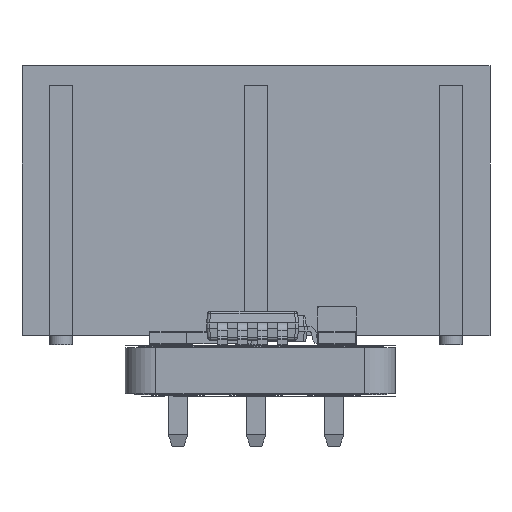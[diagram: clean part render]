
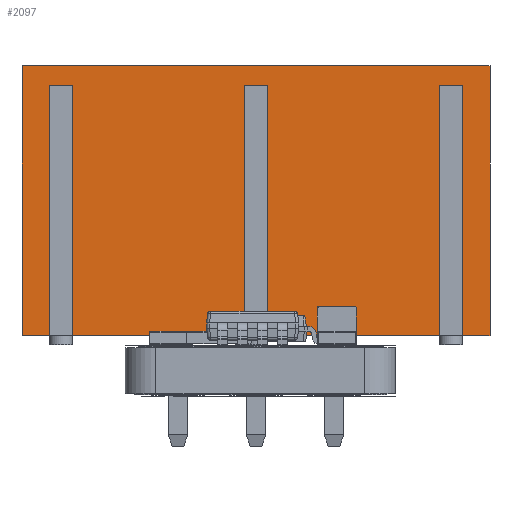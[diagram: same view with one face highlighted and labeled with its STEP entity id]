
A CAD part, left-side view. The second image highlights one B-rep face of the part: STEP entity #2097.
In plain terms, the highlighted face is planar.
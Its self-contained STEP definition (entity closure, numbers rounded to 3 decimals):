
#1858 = VERTEX_POINT('',#1859);
#1859 = CARTESIAN_POINT('',(7.62,9.093,-4.394));
#1865 = EDGE_CURVE('',#1866,#1858,#1868,.T.);
#1866 = VERTEX_POINT('',#1867);
#1867 = CARTESIAN_POINT('',(-7.62,9.093,-4.394));
#1868 = LINE('',#1869,#1870);
#1869 = CARTESIAN_POINT('',(-7.62,9.093,-4.394));
#1870 = VECTOR('',#1871,1.);
#1871 = DIRECTION('',(1.,0.,0.));
#2055 = EDGE_CURVE('',#2056,#1866,#2058,.T.);
#2056 = VERTEX_POINT('',#2057);
#2057 = CARTESIAN_POINT('',(-7.62,0.305,-4.394));
#2058 = LINE('',#2059,#2060);
#2059 = CARTESIAN_POINT('',(-7.62,0.,-4.394));
#2060 = VECTOR('',#2061,1.);
#2061 = DIRECTION('',(0.,1.,0.));
#2097 = ADVANCED_FACE('',(#2098),#2212,.T.);
#2098 = FACE_BOUND('',#2099,.T.);
#2099 = EDGE_LOOP('',(#2100,#2108,#2109,#2110,#2118,#2126,#2134,#2142,
    #2150,#2158,#2166,#2174,#2182,#2190,#2198,#2206));
#2100 = ORIENTED_EDGE('',*,*,#2101,.F.);
#2101 = EDGE_CURVE('',#2056,#2102,#2104,.T.);
#2102 = VERTEX_POINT('',#2103);
#2103 = CARTESIAN_POINT('',(-6.731,0.305,-4.394));
#2104 = LINE('',#2105,#2106);
#2105 = CARTESIAN_POINT('',(-7.62,0.305,-4.394));
#2106 = VECTOR('',#2107,1.);
#2107 = DIRECTION('',(1.,0.,0.));
#2108 = ORIENTED_EDGE('',*,*,#2055,.T.);
#2109 = ORIENTED_EDGE('',*,*,#1865,.T.);
#2110 = ORIENTED_EDGE('',*,*,#2111,.F.);
#2111 = EDGE_CURVE('',#2112,#1858,#2114,.T.);
#2112 = VERTEX_POINT('',#2113);
#2113 = CARTESIAN_POINT('',(7.62,0.305,-4.394));
#2114 = LINE('',#2115,#2116);
#2115 = CARTESIAN_POINT('',(7.62,0.,-4.394));
#2116 = VECTOR('',#2117,1.);
#2117 = DIRECTION('',(0.,1.,0.));
#2118 = ORIENTED_EDGE('',*,*,#2119,.F.);
#2119 = EDGE_CURVE('',#2120,#2112,#2122,.T.);
#2120 = VERTEX_POINT('',#2121);
#2121 = CARTESIAN_POINT('',(6.731,0.305,-4.394));
#2122 = LINE('',#2123,#2124);
#2123 = CARTESIAN_POINT('',(-7.62,0.305,-4.394));
#2124 = VECTOR('',#2125,1.);
#2125 = DIRECTION('',(1.,0.,0.));
#2126 = ORIENTED_EDGE('',*,*,#2127,.T.);
#2127 = EDGE_CURVE('',#2120,#2128,#2130,.T.);
#2128 = VERTEX_POINT('',#2129);
#2129 = CARTESIAN_POINT('',(6.731,8.458,-4.394));
#2130 = LINE('',#2131,#2132);
#2131 = CARTESIAN_POINT('',(6.731,4.229,-4.394));
#2132 = VECTOR('',#2133,1.);
#2133 = DIRECTION('',(0.,1.,0.));
#2134 = ORIENTED_EDGE('',*,*,#2135,.F.);
#2135 = EDGE_CURVE('',#2136,#2128,#2138,.T.);
#2136 = VERTEX_POINT('',#2137);
#2137 = CARTESIAN_POINT('',(5.969,8.458,-4.394));
#2138 = LINE('',#2139,#2140);
#2139 = CARTESIAN_POINT('',(-0.635,8.458,-4.394));
#2140 = VECTOR('',#2141,1.);
#2141 = DIRECTION('',(1.,0.,0.));
#2142 = ORIENTED_EDGE('',*,*,#2143,.T.);
#2143 = EDGE_CURVE('',#2136,#2144,#2146,.T.);
#2144 = VERTEX_POINT('',#2145);
#2145 = CARTESIAN_POINT('',(5.969,0.305,-4.394));
#2146 = LINE('',#2147,#2148);
#2147 = CARTESIAN_POINT('',(5.969,4.229,-4.394));
#2148 = VECTOR('',#2149,1.);
#2149 = DIRECTION('',(0.,-1.,0.));
#2150 = ORIENTED_EDGE('',*,*,#2151,.F.);
#2151 = EDGE_CURVE('',#2152,#2144,#2154,.T.);
#2152 = VERTEX_POINT('',#2153);
#2153 = CARTESIAN_POINT('',(0.381,0.305,-4.394));
#2154 = LINE('',#2155,#2156);
#2155 = CARTESIAN_POINT('',(-7.62,0.305,-4.394));
#2156 = VECTOR('',#2157,1.);
#2157 = DIRECTION('',(1.,0.,0.));
#2158 = ORIENTED_EDGE('',*,*,#2159,.T.);
#2159 = EDGE_CURVE('',#2152,#2160,#2162,.T.);
#2160 = VERTEX_POINT('',#2161);
#2161 = CARTESIAN_POINT('',(0.381,8.458,-4.394));
#2162 = LINE('',#2163,#2164);
#2163 = CARTESIAN_POINT('',(0.381,0.305,-4.394));
#2164 = VECTOR('',#2165,1.);
#2165 = DIRECTION('',(-0.,1.,0.));
#2166 = ORIENTED_EDGE('',*,*,#2167,.T.);
#2167 = EDGE_CURVE('',#2160,#2168,#2170,.T.);
#2168 = VERTEX_POINT('',#2169);
#2169 = CARTESIAN_POINT('',(-0.381,8.458,-4.394));
#2170 = LINE('',#2171,#2172);
#2171 = CARTESIAN_POINT('',(3.366,8.458,-4.394));
#2172 = VECTOR('',#2173,1.);
#2173 = DIRECTION('',(-1.,0.,0.));
#2174 = ORIENTED_EDGE('',*,*,#2175,.F.);
#2175 = EDGE_CURVE('',#2176,#2168,#2178,.T.);
#2176 = VERTEX_POINT('',#2177);
#2177 = CARTESIAN_POINT('',(-0.381,0.305,-4.394));
#2178 = LINE('',#2179,#2180);
#2179 = CARTESIAN_POINT('',(-0.381,0.305,-4.394));
#2180 = VECTOR('',#2181,1.);
#2181 = DIRECTION('',(-0.,1.,0.));
#2182 = ORIENTED_EDGE('',*,*,#2183,.F.);
#2183 = EDGE_CURVE('',#2184,#2176,#2186,.T.);
#2184 = VERTEX_POINT('',#2185);
#2185 = CARTESIAN_POINT('',(-5.969,0.305,-4.394));
#2186 = LINE('',#2187,#2188);
#2187 = CARTESIAN_POINT('',(-7.62,0.305,-4.394));
#2188 = VECTOR('',#2189,1.);
#2189 = DIRECTION('',(1.,0.,0.));
#2190 = ORIENTED_EDGE('',*,*,#2191,.F.);
#2191 = EDGE_CURVE('',#2192,#2184,#2194,.T.);
#2192 = VERTEX_POINT('',#2193);
#2193 = CARTESIAN_POINT('',(-5.969,8.458,-4.394));
#2194 = LINE('',#2195,#2196);
#2195 = CARTESIAN_POINT('',(-5.969,4.229,-4.394));
#2196 = VECTOR('',#2197,1.);
#2197 = DIRECTION('',(0.,-1.,0.));
#2198 = ORIENTED_EDGE('',*,*,#2199,.T.);
#2199 = EDGE_CURVE('',#2192,#2200,#2202,.T.);
#2200 = VERTEX_POINT('',#2201);
#2201 = CARTESIAN_POINT('',(-6.731,8.458,-4.394));
#2202 = LINE('',#2203,#2204);
#2203 = CARTESIAN_POINT('',(-6.985,8.458,-4.394));
#2204 = VECTOR('',#2205,1.);
#2205 = DIRECTION('',(-1.,0.,0.));
#2206 = ORIENTED_EDGE('',*,*,#2207,.F.);
#2207 = EDGE_CURVE('',#2102,#2200,#2208,.T.);
#2208 = LINE('',#2209,#2210);
#2209 = CARTESIAN_POINT('',(-6.731,4.229,-4.394));
#2210 = VECTOR('',#2211,1.);
#2211 = DIRECTION('',(0.,1.,0.));
#2212 = PLANE('',#2213);
#2213 = AXIS2_PLACEMENT_3D('',#2214,#2215,#2216);
#2214 = CARTESIAN_POINT('',(-7.62,0.,-4.394));
#2215 = DIRECTION('',(0.,0.,-1.));
#2216 = DIRECTION('',(1.,0.,0.));
